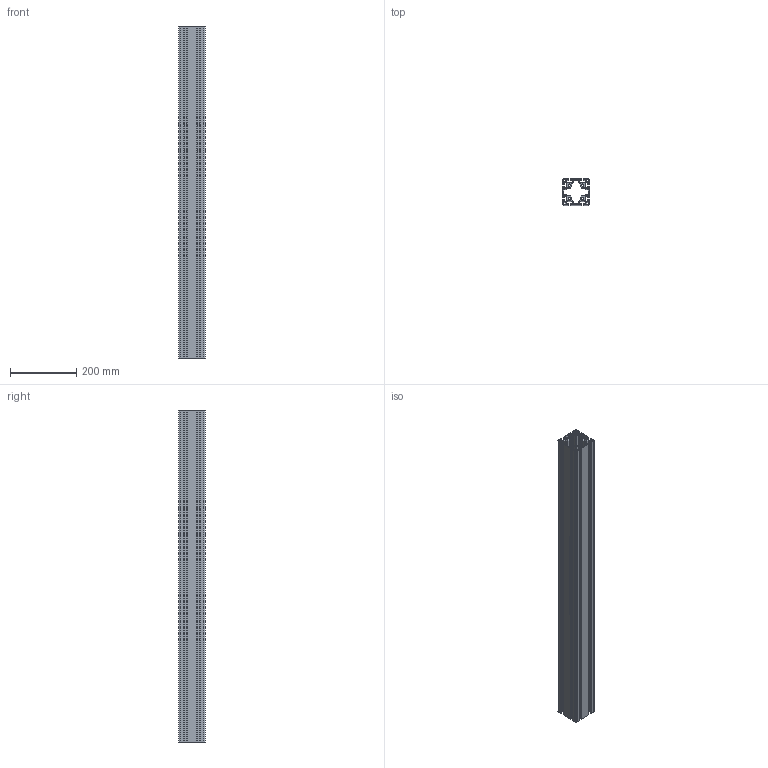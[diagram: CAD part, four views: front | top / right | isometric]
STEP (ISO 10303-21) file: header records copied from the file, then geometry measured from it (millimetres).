
FILE_DESCRIPTION (( 'STEP AP214' ), '1' );
FILE_NAME ('V053-8951.STEP', '2025-07-02T12:28:11', ( '' ), ( '' ), 'SwSTEP 2.0', 'SolidWorks 2025', '' );
FILE_SCHEMA (( 'AUTOMOTIVE_DESIGN' ));
Length unit declared in the file: millimetre
Products named in the file (1): V053-8951
Bounding box: 80 x 80 x 1000 mm (x, y, z)
Volume: 1892500.8 mm3; surface area: 1118961.2 mm2
Topology: 1 solids, 1 shells, 314 faces, 936 edges, 624 vertices
Faces by surface type: cylinder 164, plane 150
Entity records: 10707 total; most frequent: DIRECTION 1894, CARTESIAN_POINT 1875, ORIENTED_EDGE 1872, EDGE_CURVE 936, AXIS2_PLACEMENT_3D 643, VERTEX_POINT 624, LINE 608, VECTOR 608
